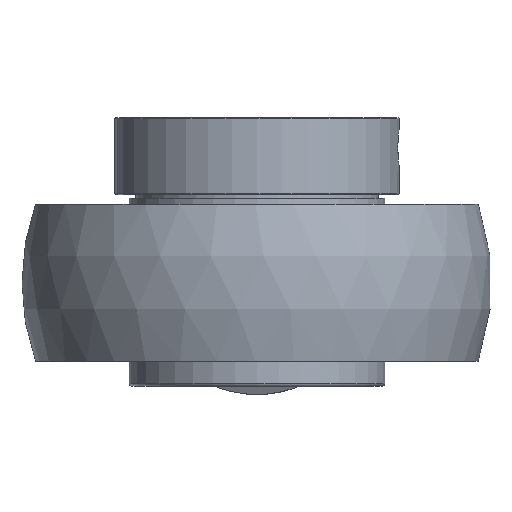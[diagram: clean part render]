
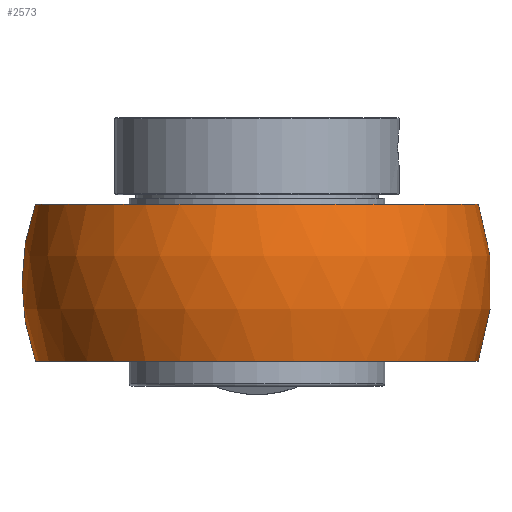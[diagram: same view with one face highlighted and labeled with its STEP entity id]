
A CAD part, front view. The second image highlights one B-rep face of the part: STEP entity #2573.
In plain terms, the highlighted spherical face has radius 63 mm.
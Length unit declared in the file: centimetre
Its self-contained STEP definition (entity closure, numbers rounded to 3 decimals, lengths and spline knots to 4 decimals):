
#2240=CARTESIAN_POINT('',(6.2201,1.,-0.));
#2241=VERTEX_POINT('',#2240);
#2326=CARTESIAN_POINT('',(6.2129,1.,0.3));
#2327=VERTEX_POINT('',#2326);
#2334=CARTESIAN_POINT('',(0.,1.,0.));
#2335=DIRECTION('',(0.,-1.,0.));
#2336=DIRECTION('',(0.,0.,1.));
#2337=AXIS2_PLACEMENT_3D('',#2334,#2335,#2336);
#2338=CIRCLE('',#2337,6.2201);
#2339=EDGE_CURVE('',#2241,#2327,#2338,.T.);
#2352=CARTESIAN_POINT('',(2.985,5.5399,0.3));
#2353=VERTEX_POINT('',#2352);
#2360=CARTESIAN_POINT('',(0.,0.,0.3));
#2361=DIRECTION('',(0.,-0.,1.));
#2362=DIRECTION('',(0.,1.,0.));
#2363=AXIS2_PLACEMENT_3D('',#2360,#2361,#2362);
#2364=CIRCLE('',#2363,6.2929);
#2365=EDGE_CURVE('',#2327,#2353,#2364,.T.);
#2474=CARTESIAN_POINT('',(6.2129,1.,-0.3));
#2475=VERTEX_POINT('',#2474);
#2482=CARTESIAN_POINT('',(2.985,5.5399,-0.3));
#2483=VERTEX_POINT('',#2482);
#2484=CARTESIAN_POINT('',(-0.,0.,-0.3));
#2485=DIRECTION('',(-0.,-0.,-1.));
#2486=DIRECTION('',(0.,-1.,0.));
#2487=AXIS2_PLACEMENT_3D('',#2484,#2485,#2486);
#2488=CIRCLE('',#2487,6.2929);
#2489=EDGE_CURVE('',#2483,#2475,#2488,.T.);
#2508=CARTESIAN_POINT('',(0.,1.,0.));
#2509=DIRECTION('',(0.,-1.,0.));
#2510=DIRECTION('',(0.,0.,1.));
#2511=AXIS2_PLACEMENT_3D('',#2508,#2509,#2510);
#2512=CIRCLE('',#2511,6.2201);
#2513=EDGE_CURVE('',#2475,#2241,#2512,.T.);
#2519=CARTESIAN_POINT('',(0.,0.,0.));
#2520=DIRECTION('',(0.,0.,1.));
#2521=DIRECTION('',(1.,0.,0.));
#2522=AXIS2_PLACEMENT_3D('',#2519,#2520,#2521);
#2523=SPHERICAL_SURFACE('',#2522,6.3);
#2524=CARTESIAN_POINT('',(-5.9397,0.,2.1));
#2525=VERTEX_POINT('',#2524);
#2526=CARTESIAN_POINT('',(-5.9397,0.,-2.1));
#2527=VERTEX_POINT('',#2526);
#2528=CARTESIAN_POINT('',(0.,0.,0.));
#2529=DIRECTION('',(-0.,-1.,0.));
#2530=DIRECTION('',(-1.,0.,0.));
#2531=AXIS2_PLACEMENT_3D('',#2528,#2529,#2530);
#2532=CIRCLE('',#2531,6.3);
#2533=EDGE_CURVE('',#2525,#2527,#2532,.T.);
#2534=ORIENTED_EDGE('',*,*,#2533,.T.);
#2535=CARTESIAN_POINT('',(2.1424,5.5399,-2.1));
#2536=VERTEX_POINT('',#2535);
#2537=CARTESIAN_POINT('',(0.,0.,-2.1));
#2538=DIRECTION('',(-0.,-0.,-1.));
#2539=DIRECTION('',(0.,-1.,0.));
#2540=AXIS2_PLACEMENT_3D('',#2537,#2538,#2539);
#2541=CIRCLE('',#2540,5.9397);
#2542=EDGE_CURVE('',#2536,#2527,#2541,.T.);
#2543=ORIENTED_EDGE('',*,*,#2542,.F.);
#2544=CARTESIAN_POINT('',(0.,5.5399,0.));
#2545=DIRECTION('',(0.,-1.,0.));
#2546=DIRECTION('',(1.,0.,0.));
#2547=AXIS2_PLACEMENT_3D('',#2544,#2545,#2546);
#2548=CIRCLE('',#2547,3.);
#2549=EDGE_CURVE('',#2536,#2483,#2548,.T.);
#2550=ORIENTED_EDGE('',*,*,#2549,.T.);
#2551=ORIENTED_EDGE('',*,*,#2489,.T.);
#2552=ORIENTED_EDGE('',*,*,#2513,.T.);
#2553=ORIENTED_EDGE('',*,*,#2339,.T.);
#2554=ORIENTED_EDGE('',*,*,#2365,.T.);
#2555=CARTESIAN_POINT('',(2.1424,5.5399,2.1));
#2556=VERTEX_POINT('',#2555);
#2557=CARTESIAN_POINT('',(0.,5.5399,0.));
#2558=DIRECTION('',(0.,-1.,0.));
#2559=DIRECTION('',(1.,0.,0.));
#2560=AXIS2_PLACEMENT_3D('',#2557,#2558,#2559);
#2561=CIRCLE('',#2560,3.);
#2562=EDGE_CURVE('',#2353,#2556,#2561,.T.);
#2563=ORIENTED_EDGE('',*,*,#2562,.T.);
#2564=CARTESIAN_POINT('',(0.,0.,2.1));
#2565=DIRECTION('',(0.,-0.,1.));
#2566=DIRECTION('',(0.,1.,0.));
#2567=AXIS2_PLACEMENT_3D('',#2564,#2565,#2566);
#2568=CIRCLE('',#2567,5.9397);
#2569=EDGE_CURVE('',#2525,#2556,#2568,.T.);
#2570=ORIENTED_EDGE('',*,*,#2569,.F.);
#2571=EDGE_LOOP('',(#2534,#2543,#2550,#2551,#2552,#2553,#2554,#2563,#2570));
#2572=FACE_BOUND('',#2571,.T.);
#2573=ADVANCED_FACE('',(#2572),#2523,.T.);
